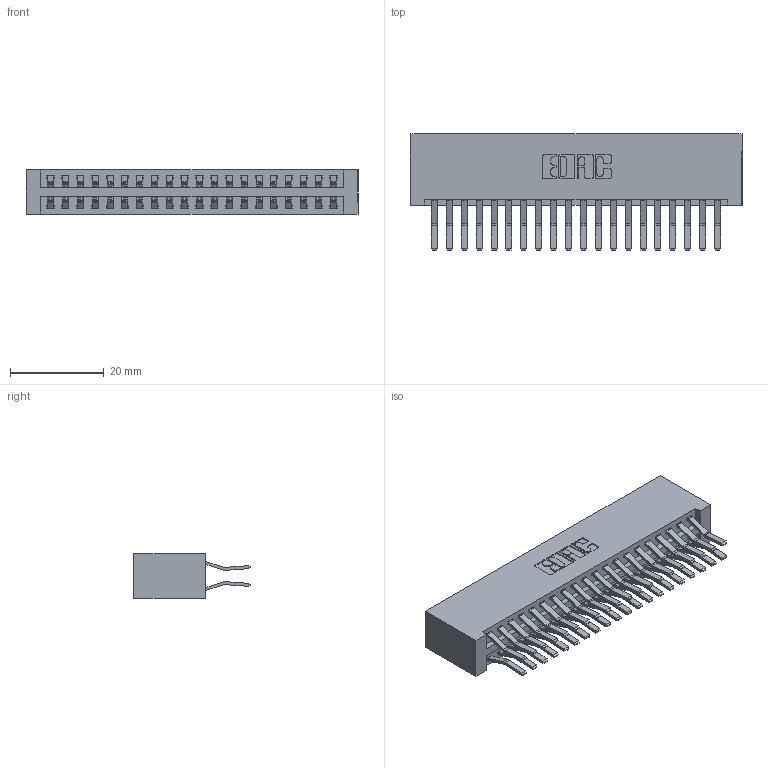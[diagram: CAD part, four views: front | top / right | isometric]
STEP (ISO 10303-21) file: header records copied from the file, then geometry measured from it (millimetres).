
FILE_DESCRIPTION (( 'STEP AP203' ), '1' );
FILE_NAME ('396-040-560-201.STEP', '2018-09-06T22:03:02', ( '' ), ( '' ), 'SwSTEP 2.0', 'SolidWorks 2016', '' );
FILE_SCHEMA (( 'CONFIG_CONTROL_DESIGN' ));
Length unit declared in the file: inch
Products named in the file (3): 396-040-560-201; 346 Part_No Mounting Lugs; 345-292-001_560 Tail
Assembly tree (41 placements, depth 2):
  396-040-560-201
    346 Part_No Mounting Lugs
    345-292-001_560 Tail  x40
Bounding box: 70.74 x 24.78 x 9.4 mm (x, y, z)
Volume: 7562.5 mm3; surface area: 10912.1 mm2
Topology: 41 solids, 41 shells, 2274 faces, 6745 edges, 4442 vertices
Faces by surface type: plane 1472, cylinder 802
Entity records: 15825 total; most frequent: CARTESIAN_POINT 2636, ORIENTED_EDGE 2570, DIRECTION 2373, EDGE_CURVE 1285, LINE 1077, VECTOR 1077, VERTEX_POINT 854, AXIS2_PLACEMENT_3D 648
